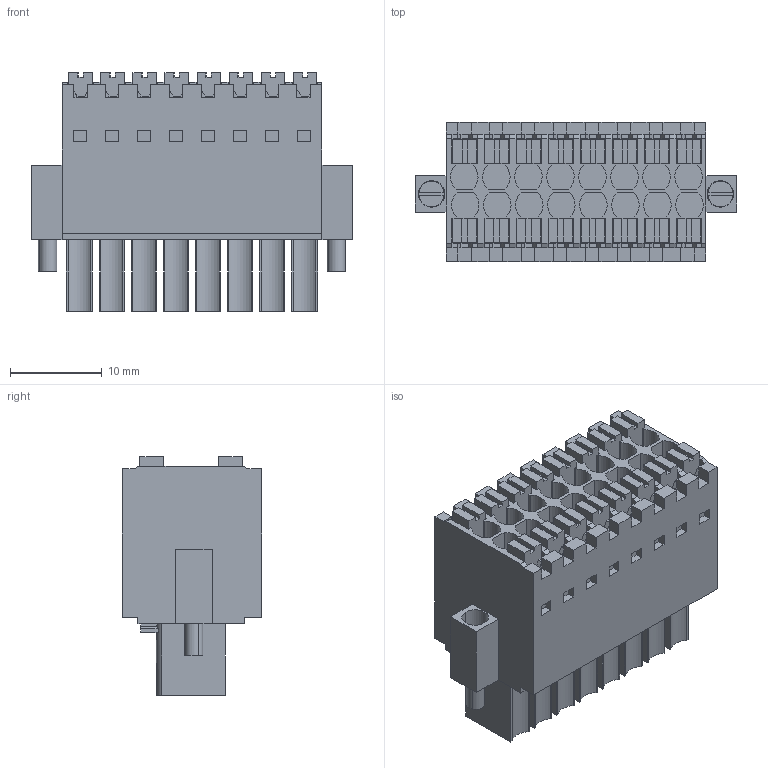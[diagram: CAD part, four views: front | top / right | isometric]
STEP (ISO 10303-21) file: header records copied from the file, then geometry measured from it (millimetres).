
FILE_DESCRIPTION(('CATIA V5 STEP','CAx-IF Rec.Pracs.--- Model Styling and Organization---1.2---2011-12-15'),'2;1');
FILE_NAME ('D1450459_0', '2017-05-27T12:18:42+00:00', ('none'), ('Weidmueller'), 'CATIA Version 5-6 Release 2014', 'CATIA V5 STEP AP214', 'none');
FILE_SCHEMA(('AUTOMOTIVE_DESIGN { 1 0 10303 214 1 1 1 1 }'));
Length unit declared in the file: millimetre
Products named in the file (1): 1277750000
Bounding box: 35.15 x 15.2 x 26.05 mm (x, y, z)
Volume: 8087.3 mm3; surface area: 6638.6 mm2
Topology: 19 solids, 19 shells, 958 faces, 2634 edges, 1758 vertices
Faces by surface type: plane 894, cylinder 64
Entity records: 27752 total; most frequent: ORIENTED_EDGE 5268, CARTESIAN_POINT 4984, DIRECTION 3704, EDGE_CURVE 2634, VECTOR 2422, LINE 2422, VERTEX_POINT 1758, EDGE_LOOP 1006
